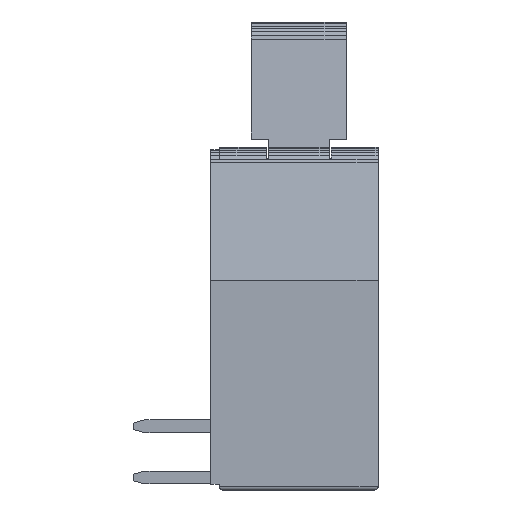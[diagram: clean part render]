
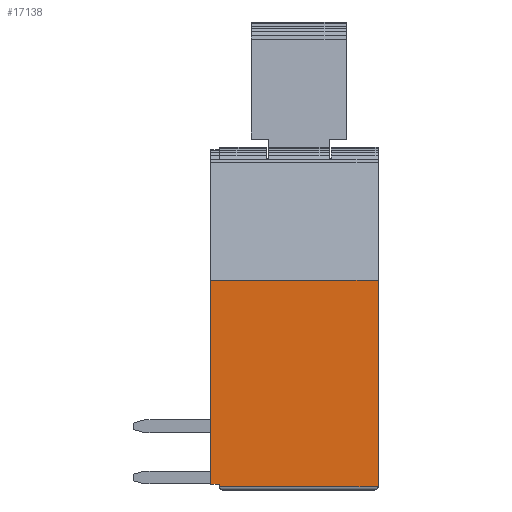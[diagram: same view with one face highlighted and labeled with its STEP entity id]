
A CAD part, left-side view. The second image highlights one B-rep face of the part: STEP entity #17138.
In plain terms, the highlighted planar face has unit normal (-1, 0, 0).
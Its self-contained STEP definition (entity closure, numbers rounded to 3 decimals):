
#7848=VERTEX_POINT('',#20880);
#9202=VERTEX_POINT('',#22374);
#9480=EDGE_CURVE('',#15374,#9202,#22679,.T.);
#12198=VERTEX_POINT('',#25713);
#12492=VERTEX_POINT('',#26034);
#12610=EDGE_CURVE('',#12198,#16846,#26164,.T.);
#15374=VERTEX_POINT('',#29155);
#16052=EDGE_CURVE('',#12492,#7848,#29895,.T.);
#16082=EDGE_CURVE('',#7848,#16846,#29928,.T.);
#16574=EDGE_CURVE('',#12492,#15374,#30453,.T.);
#16846=VERTEX_POINT('',#30756);
#17138=ADVANCED_FACE('',(#31078),#31079,.T.);
#17884=EDGE_CURVE('',#9202,#12198,#31897,.T.);
#20880=CARTESIAN_POINT('',(-50.24,0.0,0.15));
#22374=CARTESIAN_POINT('',(-50.24,8.3,0.294));
#22679=LINE('',#38281,#38282);
#25713=CARTESIAN_POINT('',(-50.24,8.3,10.4));
#26034=CARTESIAN_POINT('',(-50.24,7.857,0.15));
#26164=LINE('',#43335,#43336);
#29155=CARTESIAN_POINT('',(-50.24,7.857,0.294));
#29895=LINE('',#48768,#48769);
#29928=LINE('',#48825,#48826);
#30453=LINE('',#49617,#49618);
#30756=CARTESIAN_POINT('',(-50.24,0.0,10.4));
#31078=FACE_OUTER_BOUND('',#50477,.T.);
#31079=PLANE('',#50478);
#31897=LINE('',#51650,#51651);
#38281=CARTESIAN_POINT('',(-50.24,4.154,0.294));
#38282=VECTOR('',#57540,1.0);
#43335=CARTESIAN_POINT('',(-50.24,4.15,10.4));
#43336=VECTOR('',#61175,1.0);
#48768=CARTESIAN_POINT('',(-50.24,4.15,0.15));
#48769=VECTOR('',#64627,1.0);
#48825=CARTESIAN_POINT('',(-50.24,0.0,0.0));
#48826=VECTOR('',#64665,1.0);
#49617=CARTESIAN_POINT('',(-50.24,7.857,0.147));
#49618=VECTOR('',#65089,1.0);
#50477=EDGE_LOOP('',(#65733,#65734,#65735,#65736,#65737,#65738));
#50478=AXIS2_PLACEMENT_3D('',#65739,#65740,#65741);
#51650=CARTESIAN_POINT('',(-50.24,8.3,0.0));
#51651=VECTOR('',#66574,1.0);
#57540=DIRECTION('',(0.0,1.0,0.));
#61175=DIRECTION('',(0.0,-1.0,0.));
#64627=DIRECTION('',(0.0,-1.0,0.));
#64665=DIRECTION('',(0.0,0.0,1.0));
#65089=DIRECTION('',(0.0,0.,1.0));
#65733=ORIENTED_EDGE('',*,*,#16574,.F.);
#65734=ORIENTED_EDGE('',*,*,#16052,.T.);
#65735=ORIENTED_EDGE('',*,*,#16082,.T.);
#65736=ORIENTED_EDGE('',*,*,#12610,.F.);
#65737=ORIENTED_EDGE('',*,*,#17884,.F.);
#65738=ORIENTED_EDGE('',*,*,#9480,.F.);
#65739=CARTESIAN_POINT('',(-50.24,0.0,0.0));
#65740=DIRECTION('',(-1.0,0.0,0.0));
#65741=DIRECTION('',(0.0,-1.0,0.0));
#66574=DIRECTION('',(0.0,0.0,1.0));
